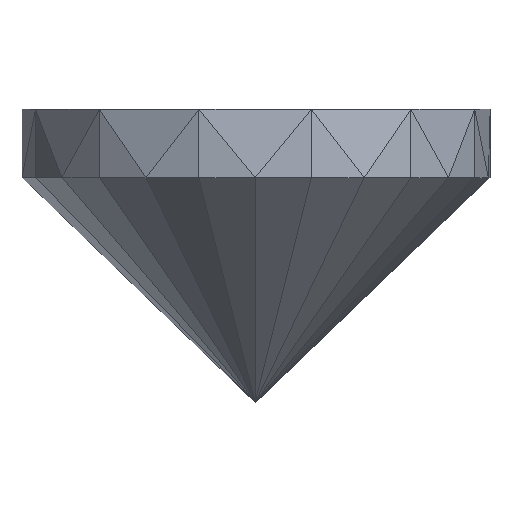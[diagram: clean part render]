
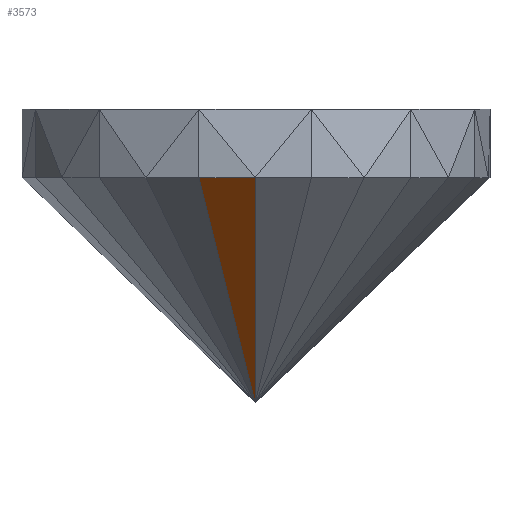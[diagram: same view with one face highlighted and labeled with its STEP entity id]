
A CAD part, left-side view. The second image highlights one B-rep face of the part: STEP entity #3573.
In plain terms, the highlighted planar face has unit normal (-0.69, 0.084, -0.72).
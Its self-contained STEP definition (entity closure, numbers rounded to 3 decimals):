
#2788 = VERTEX_POINT('',#2789);
#2789 = CARTESIAN_POINT('',(3.,15.,55.));
#2829 = PLANE('',#2830);
#2830 = AXIS2_PLACEMENT_3D('',#2831,#2832,#2833);
#2831 = CARTESIAN_POINT('',(3.23,16.896,
    56.287));
#2832 = DIRECTION('',(-0.993,0.121,-0.));
#2833 = DIRECTION('',(-0.121,-0.993,0.));
#2845 = VERTEX_POINT('',#2846);
#2846 = CARTESIAN_POINT('',(3.349,17.872,55.));
#2866 = EDGE_CURVE('',#2788,#2845,#2867,.T.);
#2867 = SURFACE_CURVE('',#2868,(#2872,#2878),.PCURVE_S1.);
#2868 = LINE('',#2869,#2870);
#2869 = CARTESIAN_POINT('',(3.,15.,55.));
#2870 = VECTOR('',#2871,1.);
#2871 = DIRECTION('',(0.121,0.993,0.));
#2872 = PCURVE('',#2829,#2873);
#2873 = DEFINITIONAL_REPRESENTATION('',(#2874),#2877);
#2874 = B_SPLINE_CURVE_WITH_KNOTS('',1,(#2875,#2876),.UNSPECIFIED.,.F.,
  .F.,(2,2),(0.,2.893),.PIECEWISE_BEZIER_KNOTS.);
#2875 = CARTESIAN_POINT('',(1.909,-1.287));
#2876 = CARTESIAN_POINT('',(-0.983,-1.287));
#2877 = ( GEOMETRIC_REPRESENTATION_CONTEXT(2) 
PARAMETRIC_REPRESENTATION_CONTEXT() REPRESENTATION_CONTEXT('2D SPACE',''
  ) );
#2878 = PCURVE('',#2879,#2884);
#2879 = PLANE('',#2880);
#2880 = AXIS2_PLACEMENT_3D('',#2881,#2882,#2883);
#2881 = CARTESIAN_POINT('',(8.614,15.775,
    49.71));
#2882 = DIRECTION('',(-0.689,0.084,-0.719
    ));
#2883 = DIRECTION('',(-0.722,0.,0.692));
#2884 = DEFINITIONAL_REPRESENTATION('',(#2885),#2889);
#2885 = LINE('',#2886,#2887);
#2886 = CARTESIAN_POINT('',(7.713,-0.778));
#2887 = VECTOR('',#2888,1.);
#2888 = DIRECTION('',(-0.087,0.996));
#2889 = ( GEOMETRIC_REPRESENTATION_CONTEXT(2) 
PARAMETRIC_REPRESENTATION_CONTEXT() REPRESENTATION_CONTEXT('2D SPACE',''
  ) );
#3573 = ADVANCED_FACE('',(#3574),#2879,.T.);
#3574 = FACE_BOUND('',#3575,.T.);
#3575 = EDGE_LOOP('',(#3576,#3603,#3628));
#3576 = ORIENTED_EDGE('',*,*,#3577,.T.);
#3577 = EDGE_CURVE('',#2845,#3578,#3580,.T.);
#3578 = VERTEX_POINT('',#3579);
#3579 = CARTESIAN_POINT('',(15.,15.,43.5));
#3580 = SURFACE_CURVE('',#3581,(#3585,#3592),.PCURVE_S1.);
#3581 = LINE('',#3582,#3583);
#3582 = CARTESIAN_POINT('',(3.349,17.872,55.));
#3583 = VECTOR('',#3584,1.);
#3584 = DIRECTION('',(0.701,-0.173,-0.692));
#3585 = PCURVE('',#2879,#3586);
#3586 = DEFINITIONAL_REPRESENTATION('',(#3587),#3591);
#3587 = LINE('',#3588,#3589);
#3588 = CARTESIAN_POINT('',(7.461,2.104));
#3589 = VECTOR('',#3590,1.);
#3590 = DIRECTION('',(-0.985,-0.173));
#3591 = ( GEOMETRIC_REPRESENTATION_CONTEXT(2) 
PARAMETRIC_REPRESENTATION_CONTEXT() REPRESENTATION_CONTEXT('2D SPACE',''
  ) );
#3592 = PCURVE('',#3593,#3598);
#3593 = PLANE('',#3594);
#3594 = AXIS2_PLACEMENT_3D('',#3595,#3596,#3597);
#3595 = CARTESIAN_POINT('',(8.985,17.281,
    49.71));
#3596 = DIRECTION('',(-0.649,0.246,-0.719));
#3597 = DIRECTION('',(-0.742,0.,0.67));
#3598 = DEFINITIONAL_REPRESENTATION('',(#3599),#3602);
#3599 = B_SPLINE_CURVE_WITH_KNOTS('',1,(#3600,#3601),.UNSPECIFIED.,.F.,
  .F.,(2,2),(0.,16.621),.PIECEWISE_BEZIER_KNOTS.);
#3600 = CARTESIAN_POINT('',(7.728,0.609));
#3601 = CARTESIAN_POINT('',(-8.626,-2.354));
#3602 = ( GEOMETRIC_REPRESENTATION_CONTEXT(2) 
PARAMETRIC_REPRESENTATION_CONTEXT() REPRESENTATION_CONTEXT('2D SPACE',''
  ) );
#3603 = ORIENTED_EDGE('',*,*,#3604,.T.);
#3604 = EDGE_CURVE('',#3578,#2788,#3605,.T.);
#3605 = SURFACE_CURVE('',#3606,(#3610,#3617),.PCURVE_S1.);
#3606 = LINE('',#3607,#3608);
#3607 = CARTESIAN_POINT('',(15.,15.,43.5));
#3608 = VECTOR('',#3609,1.);
#3609 = DIRECTION('',(-0.722,0.,0.692));
#3610 = PCURVE('',#2879,#3611);
#3611 = DEFINITIONAL_REPRESENTATION('',(#3612),#3616);
#3612 = LINE('',#3613,#3614);
#3613 = CARTESIAN_POINT('',(-8.908,-0.778));
#3614 = VECTOR('',#3615,1.);
#3615 = DIRECTION('',(1.,0.));
#3616 = ( GEOMETRIC_REPRESENTATION_CONTEXT(2) 
PARAMETRIC_REPRESENTATION_CONTEXT() REPRESENTATION_CONTEXT('2D SPACE',''
  ) );
#3617 = PCURVE('',#3618,#3623);
#3618 = PLANE('',#3619);
#3619 = AXIS2_PLACEMENT_3D('',#3620,#3621,#3622);
#3620 = CARTESIAN_POINT('',(8.614,14.225,
    49.71));
#3621 = DIRECTION('',(-0.689,-0.084,
    -0.719));
#3622 = DIRECTION('',(-0.722,0.,0.692));
#3623 = DEFINITIONAL_REPRESENTATION('',(#3624),#3627);
#3624 = B_SPLINE_CURVE_WITH_KNOTS('',1,(#3625,#3626),.UNSPECIFIED.,.F.,
  .F.,(2,2),(0.,16.621),.PIECEWISE_BEZIER_KNOTS.);
#3625 = CARTESIAN_POINT('',(-8.908,0.778));
#3626 = CARTESIAN_POINT('',(7.713,0.778));
#3627 = ( GEOMETRIC_REPRESENTATION_CONTEXT(2) 
PARAMETRIC_REPRESENTATION_CONTEXT() REPRESENTATION_CONTEXT('2D SPACE',''
  ) );
#3628 = ORIENTED_EDGE('',*,*,#2866,.T.);
